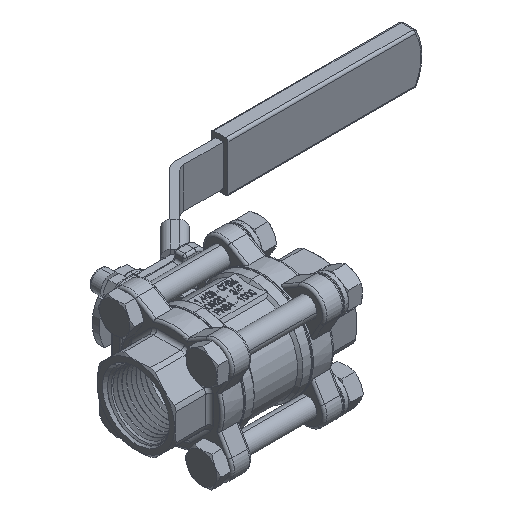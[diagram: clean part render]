
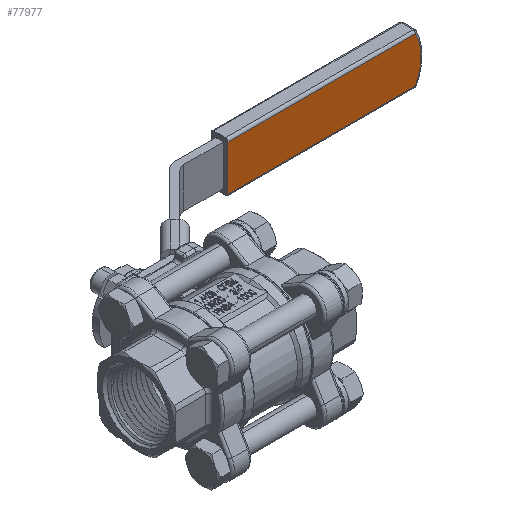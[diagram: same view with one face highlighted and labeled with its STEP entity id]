
A CAD part, isometric view. The second image highlights one B-rep face of the part: STEP entity #77977.
In plain terms, the highlighted planar face has unit normal (0, -1, 0).
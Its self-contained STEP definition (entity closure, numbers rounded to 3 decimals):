
#77822 = VERTEX_POINT ( 'NONE', #82190 ) ;
#77849 = EDGE_CURVE ( 'NONE', #77822, #77850, #82478, .T. ) ;
#77850 = VERTEX_POINT ( 'NONE', #82466 ) ;
#77977 = ADVANCED_FACE ( 'NONE', ( #84177 ), #84279, .F. ) ;
#77992 = VERTEX_POINT ( 'NONE', #84313 ) ;
#78005 = EDGE_LOOP ( 'NONE', ( #78152, #78108, #78065, #78039 ) ) ;
#78035 = EDGE_CURVE ( 'NONE', #78103, #77992, #84616, .T. ) ;
#78039 = ORIENTED_EDGE ( 'NONE', *, *, #78154, .T. ) ;
#78065 = ORIENTED_EDGE ( 'NONE', *, *, #78035, .T. ) ;
#78098 = EDGE_CURVE ( 'NONE', #77822, #78103, #85033, .T. ) ;
#78103 = VERTEX_POINT ( 'NONE', #85105 ) ;
#78108 = ORIENTED_EDGE ( 'NONE', *, *, #78098, .T. ) ;
#78152 = ORIENTED_EDGE ( 'NONE', *, *, #77849, .F. ) ;
#78154 = EDGE_CURVE ( 'NONE', #77992, #77850, #86228, .T. ) ;
#82190 = CARTESIAN_POINT ( 'NONE',  ( 67.4, 67., -9.5 ) ) ;
#82466 = CARTESIAN_POINT ( 'NONE',  ( 67.4, 67., 9.5 ) ) ;
#82468 = DIRECTION ( 'NONE',  ( 0., 0., 1. ) ) ;
#82470 = VECTOR ( 'NONE', #82468, 1000. ) ;
#82472 = CARTESIAN_POINT ( 'NONE',  ( 67.4, 67., -10.5 ) ) ;
#82478 = LINE ( 'NONE', #82472, #82470 ) ;
#84177 = FACE_OUTER_BOUND ( 'NONE', #78005, .T. ) ;
#84270 = DIRECTION ( 'NONE',  ( 0., 0., 1. ) ) ;
#84272 = DIRECTION ( 'NONE',  ( 0., 1., 0. ) ) ;
#84274 = CARTESIAN_POINT ( 'NONE',  ( 127.8, 67., 0. ) ) ;
#84275 = AXIS2_PLACEMENT_3D ( 'NONE', #84274, #84272, #84270 ) ;
#84279 = PLANE ( 'NONE',  #84275 ) ;
#84313 = CARTESIAN_POINT ( 'NONE',  ( 146.079, 67., 9.5 ) ) ;
#84610 = DIRECTION ( 'NONE',  ( 0., 0., 1. ) ) ;
#84612 = DIRECTION ( 'NONE',  ( 0., -1., 0. ) ) ;
#84613 = CARTESIAN_POINT ( 'NONE',  ( 127.8, 67., 0. ) ) ;
#84614 = AXIS2_PLACEMENT_3D ( 'NONE', #84613, #84612, #84610 ) ;
#84616 = CIRCLE ( 'NONE', #84614, 20.6 ) ;
#85028 = DIRECTION ( 'NONE',  ( 1., 0., 0. ) ) ;
#85029 = VECTOR ( 'NONE', #85028, 1000. ) ;
#85032 = CARTESIAN_POINT ( 'NONE',  ( 127.8, 67., -9.5 ) ) ;
#85033 = LINE ( 'NONE', #85032, #85029 ) ;
#85105 = CARTESIAN_POINT ( 'NONE',  ( 146.079, 67., -9.5 ) ) ;
#86223 = DIRECTION ( 'NONE',  ( -1., 0., 0. ) ) ;
#86224 = VECTOR ( 'NONE', #86223, 1000. ) ;
#86227 = CARTESIAN_POINT ( 'NONE',  ( 127.8, 67., 9.5 ) ) ;
#86228 = LINE ( 'NONE', #86227, #86224 ) ;
